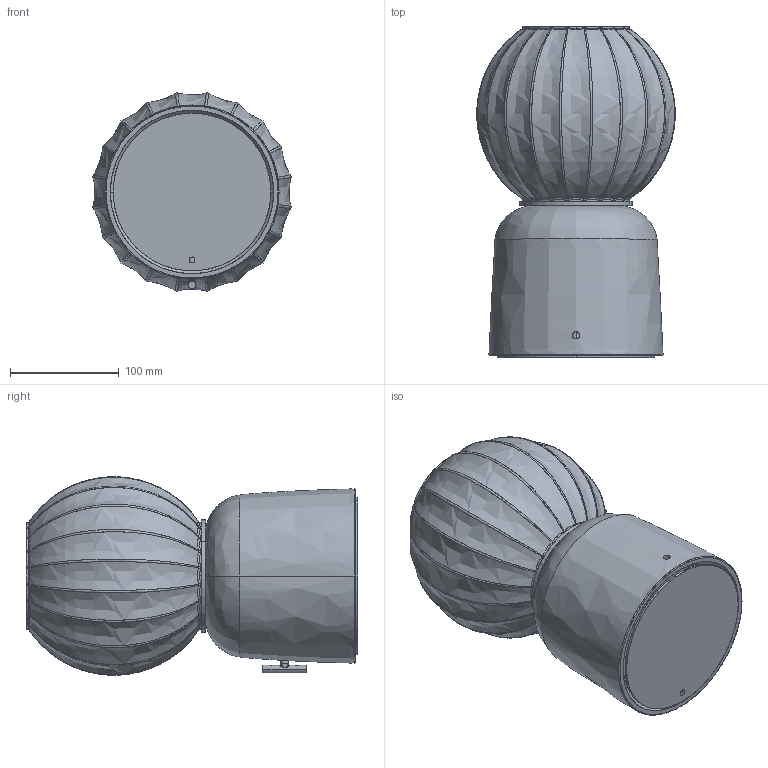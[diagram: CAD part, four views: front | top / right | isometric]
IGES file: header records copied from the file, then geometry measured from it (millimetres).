
Start section: SolidWorks IGES file using analytic representation for surfaces
Global section: file name: Conjunto MEI sobremesa.IGS; native system: SolidWorks 2020; preprocessor: SolidWorks 2020; author: gerard; date: 200609.150920; units: millimetre
Bounding box: 182.47 x 304.36 x 182.47 mm (x, y, z)
Surface area: 396727.8 mm2 (no closed solid volume)
Topology: 0 solids, 0 shells, 278 faces, 5276 edges, 5276 vertices
Faces by surface type: bspline 192, revolution 86
